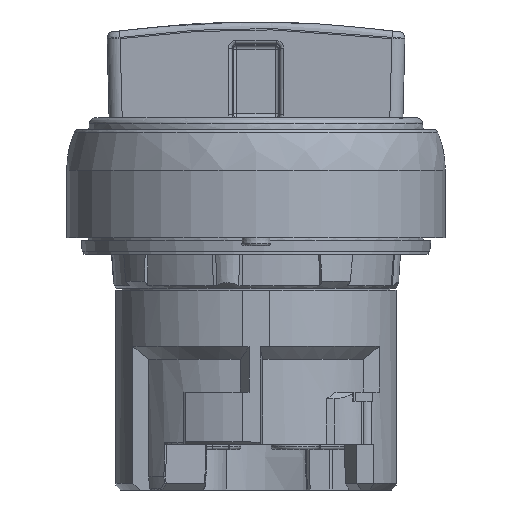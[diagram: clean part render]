
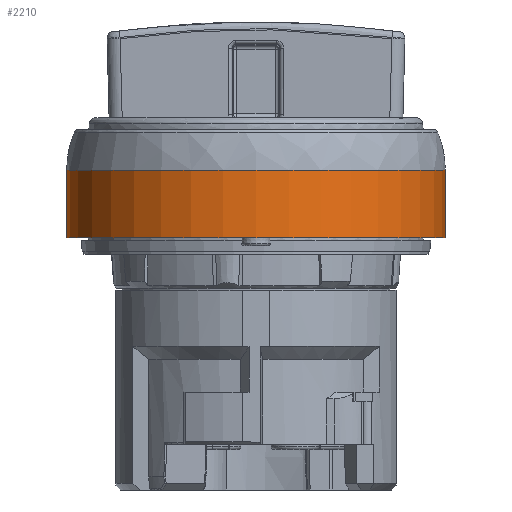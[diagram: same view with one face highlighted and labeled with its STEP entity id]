
A CAD part, left-side view. The second image highlights one B-rep face of the part: STEP entity #2210.
In plain terms, the highlighted cylindrical face has radius 14.5 mm (diameter 29 mm), a partial arc.
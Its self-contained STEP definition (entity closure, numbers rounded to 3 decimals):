
#671=CYLINDRICAL_SURFACE('',#14120,14.5);
#1502=CIRCLE('',#14112,14.5);
#1505=CIRCLE('',#14119,14.5);
#2210=ADVANCED_FACE('',(#3167),#671,.T.);
#3167=FACE_OUTER_BOUND('',#3862,.T.);
#3862=EDGE_LOOP('',(#5010,#5011,#5012,#5013));
#5010=ORIENTED_EDGE('',*,*,#10319,.F.);
#5011=ORIENTED_EDGE('',*,*,#10348,.T.);
#5012=ORIENTED_EDGE('',*,*,#10349,.T.);
#5013=ORIENTED_EDGE('',*,*,#10350,.F.);
#8721=VERTEX_POINT('',#21214);
#8722=VERTEX_POINT('',#21216);
#8739=VERTEX_POINT('',#21526);
#8740=VERTEX_POINT('',#21528);
#10319=EDGE_CURVE('',#8721,#8722,#1502,.T.);
#10348=EDGE_CURVE('',#8721,#8739,#12388,.T.);
#10349=EDGE_CURVE('',#8739,#8740,#1505,.T.);
#10350=EDGE_CURVE('',#8722,#8740,#12389,.T.);
#12388=LINE('',#21525,#13209);
#12389=LINE('',#21529,#13210);
#13209=VECTOR('',#15997,1.);
#13210=VECTOR('',#16000,1.);
#14112=AXIS2_PLACEMENT_3D('',#21215,#15975,#15976);
#14119=AXIS2_PLACEMENT_3D('',#21527,#15998,#15999);
#14120=AXIS2_PLACEMENT_3D('',#21530,#16001,#16002);
#15975=DIRECTION('',(0.,0.,1.));
#15976=DIRECTION('',(1.,0.,0.));
#15997=DIRECTION('',(0.,0.,-1.));
#15998=DIRECTION('',(0.,0.,1.));
#15999=DIRECTION('',(1.,0.,0.));
#16000=DIRECTION('',(0.,0.,-1.));
#16001=DIRECTION('',(0.,0.,-1.));
#16002=DIRECTION('',(-1.,0.,0.));
#21214=CARTESIAN_POINT('',(-12.25,-21.5,5.2));
#21215=CARTESIAN_POINT('',(-12.25,-36.,5.2));
#21216=CARTESIAN_POINT('',(-12.25,-50.5,5.2));
#21525=CARTESIAN_POINT('',(-12.25,-21.5,9.2));
#21526=CARTESIAN_POINT('',(-12.25,-21.5,0.));
#21527=CARTESIAN_POINT('',(-12.25,-36.,0.));
#21528=CARTESIAN_POINT('',(-12.25,-50.5,0.));
#21529=CARTESIAN_POINT('',(-12.25,-50.5,9.2));
#21530=CARTESIAN_POINT('',(-12.25,-36.,9.2));
